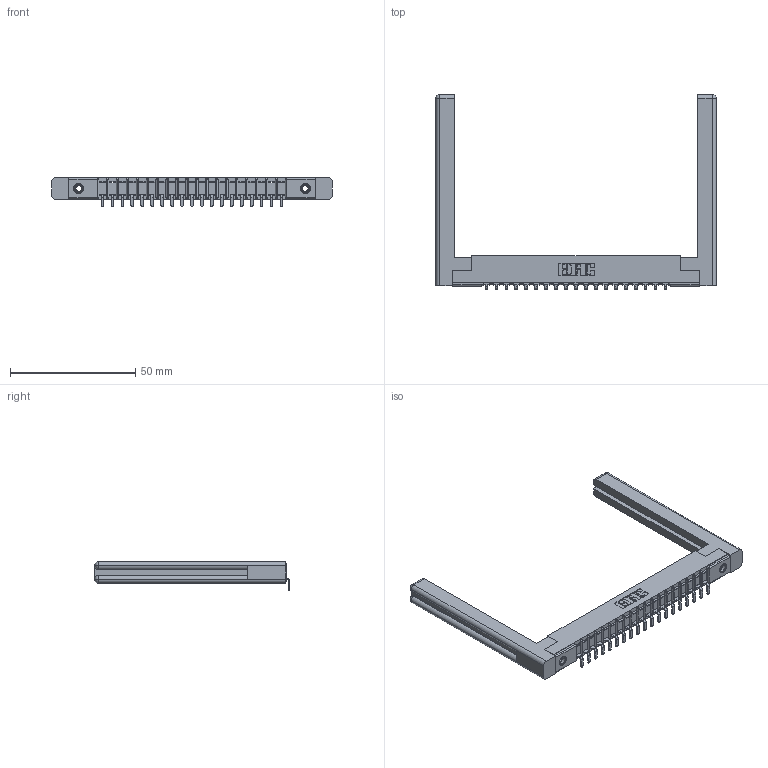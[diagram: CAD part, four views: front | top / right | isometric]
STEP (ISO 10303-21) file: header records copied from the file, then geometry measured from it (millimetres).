
FILE_DESCRIPTION (( 'STEP AP203' ), '1' );
FILE_NAME ('357-019-453-158.STEP', '2020-10-01T02:41:23', ( '' ), ( '' ), 'SwSTEP 2.0', 'SolidWorks 2020', '' );
FILE_SCHEMA (( 'CONFIG_CONTROL_DESIGN' ));
Length unit declared in the file: inch
Products named in the file (5): 307 Part_.156 Dia Mounting Holes; 307-220-058; 345-250-001_345-250-001-102; 357-019-453-158; 307-290-002_553
Assembly tree (24 placements, depth 2):
  357-019-453-158
    307 Part_.156 Dia Mounting Holes
    307-290-002_553  x19
    307-220-058  x2
    345-250-001_345-250-001-102  x2
Bounding box: 111.91 x 77.64 x 11.51 mm (x, y, z)
Volume: 15064.9 mm3; surface area: 18298.2 mm2
Topology: 24 solids, 24 shells, 1762 faces, 5313 edges, 3474 vertices
Faces by surface type: plane 1047, cylinder 651, sphere 40, torus 12, cone 12
Entity records: 22611 total; most frequent: CARTESIAN_POINT 3819, ORIENTED_EDGE 3748, DIRECTION 3682, EDGE_CURVE 1874, LINE 1420, VECTOR 1420, VERTEX_POINT 1214, AXIS2_PLACEMENT_3D 1131
